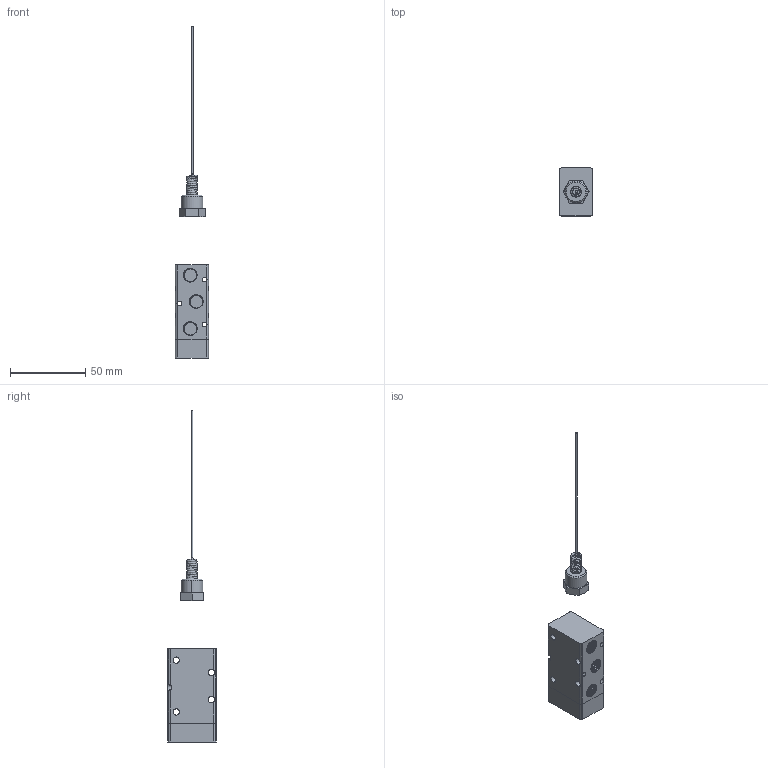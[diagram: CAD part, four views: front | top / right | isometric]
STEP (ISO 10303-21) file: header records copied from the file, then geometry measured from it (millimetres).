
FILE_DESCRIPTION((''),'2;1');
FILE_NAME('00_091_4.stp','2002-12-02T23:07:23',('Branislav Petkovic'),('AZ Pneumatica'),'AutoCAD STEP 2000i','AutoCAD 2000i','Via J. F. Kennedy, 26, 20020 Misinto (MI), ITALY');
FILE_SCHEMA(('CONFIG_CONTROL_DESIGN'));
Length unit declared in the file: millimetre
Products named in the file (9): 00_091_4; 521 TELO; PART1A; X21 ANTENA; PART2A; PART1; ANTENA; X21 OPRUGA; PART2
Assembly tree (8 placements, depth 3):
  00_091_4
    521 TELO
      PART1A
    X21 ANTENA
      PART2A
      PART1
      ANTENA
    X21 OPRUGA
      PART2
Bounding box: 22 x 32 x 221 mm (x, y, z)
Surface area: 16380.8 mm2 (no closed solid volume)
Topology: 0 solids, 4 shells, 277 faces, 799 edges, 529 vertices
Faces by surface type: cylinder 175, plane 63, cone 18, bspline 15, torus 6
Entity records: 28987 total; most frequent: CARTESIAN_POINT 21248, ORIENTED_EDGE 1693, DIRECTION 1418, EDGE_CURVE 884, VERTEX_POINT 605, AXIS2_PLACEMENT_3D 545, VECTOR 328, LINE 328
